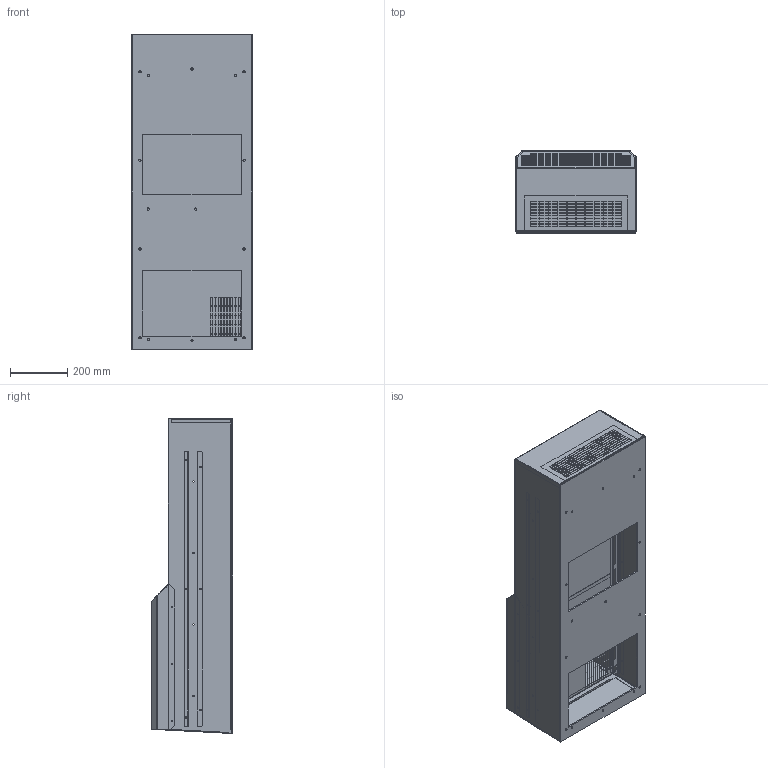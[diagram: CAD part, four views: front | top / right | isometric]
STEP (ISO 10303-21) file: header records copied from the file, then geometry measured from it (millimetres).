
FILE_DESCRIPTION((''),'2;1');
FILE_NAME('KG4271R_NEMA_COVER_ASM_1_ASM','2018-09-14T',('briang'),(''),'CREO PARAMETRIC BY PTC INC, 2017170','CREO PARAMETRIC BY PTC INC, 2017170','');
FILE_SCHEMA(('CONFIG_CONTROL_DESIGN'));
Products named in the file (13): KG4271R_NEMA_COVER_BOTTOM_1; KG4271R_NEMA_COVER_TOP_1; KG4271R_NEMA_COVER_FLANGES_1; KG4271R_NEMA_COVER_SEAL_1; KG4271R_NEMA_COVER_VERT_SEAL_1; KG4271R_NEMA_COVER_SEPARATOR_1; KG4271_NEMA_COVER_MESH_IN_1; KG4271_NEMA_COVER_MESH_OUT_1; POPRIVET_4X6_A2_A2_PULLED_1; KG4271R_NEMA_COVER_MANUF_ASM_1_ASM; KG4271R_NEMA_UNIT_COVER_1; KG4271R_NEMA_MOUNT_INS_1; KG4271R_NEMA_COVER_ASM_1_ASM
Assembly tree (27 placements, depth 3):
  KG4271R_NEMA_COVER_ASM_1_ASM
    KG4271R_NEMA_COVER_MANUF_ASM_1_ASM
      KG4271R_NEMA_COVER_BOTTOM_1
      KG4271R_NEMA_COVER_TOP_1
      KG4271R_NEMA_COVER_FLANGES_1  x2
      KG4271R_NEMA_COVER_SEAL_1
      KG4271R_NEMA_COVER_VERT_SEAL_1  x2
      KG4271R_NEMA_COVER_SEPARATOR_1
      KG4271_NEMA_COVER_MESH_IN_1
      KG4271_NEMA_COVER_MESH_OUT_1
      POPRIVET_4X6_A2_A2_PULLED_1  x14
    KG4271R_NEMA_UNIT_COVER_1
    KG4271R_NEMA_MOUNT_INS_1
Bounding box: 420 x 286.5 x 1100.89 mm (x, y, z)
Volume: 3504945.1 mm3; surface area: 4690890.2 mm2
Topology: 26 solids, 26 shells, 2402 faces, 6354 edges, 4082 vertices
Faces by surface type: plane 1810, cylinder 332, torus 150, bspline 110
Entity records: 71798 total; most frequent: CARTESIAN_POINT 15563, ORIENTED_EDGE 11744, DIRECTION 10710, EDGE_CURVE 5872, VECTOR 4882, LINE 4882, VERTEX_POINT 3774, EDGE_LOOP 2936
